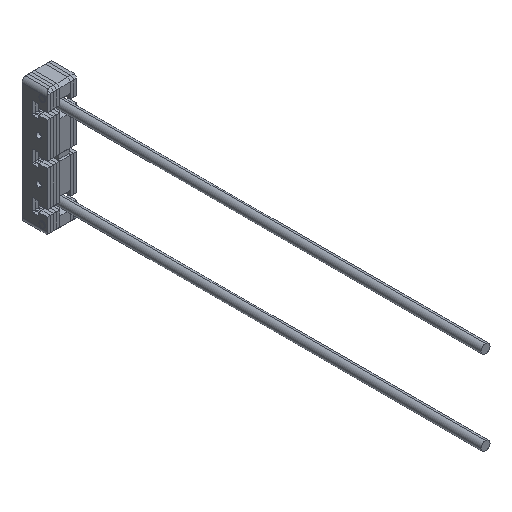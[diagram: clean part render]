
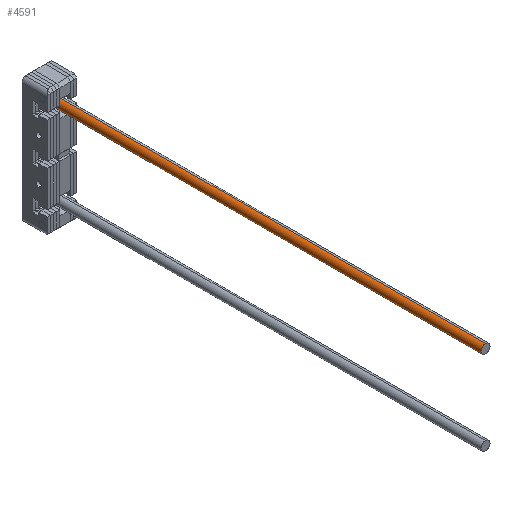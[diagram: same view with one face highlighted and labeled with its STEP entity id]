
A CAD part, isometric view. The second image highlights one B-rep face of the part: STEP entity #4591.
In plain terms, the highlighted cylindrical face has radius 2.145 mm (diameter 4.29 mm), a partial arc.
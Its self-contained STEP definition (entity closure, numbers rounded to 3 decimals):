
#138 = DIRECTION ( 'NONE',  ( 0., 0., -1. ) ) ;
#321 = DIRECTION ( 'NONE',  ( 0., 0., 1. ) ) ;
#734 = CARTESIAN_POINT ( 'NONE',  ( 0., -3., 2.145 ) ) ;
#821 = VECTOR ( 'NONE', #3680, 1000. ) ;
#884 = EDGE_LOOP ( 'NONE', ( #3253, #6462, #4805, #6646 ) ) ;
#940 = EDGE_CURVE ( 'NONE', #3491, #4597, #6915, .T. ) ;
#1033 = CYLINDRICAL_SURFACE ( 'NONE', #3470, 2.145 ) ;
#1492 = CARTESIAN_POINT ( 'NONE',  ( 0., -3., 0. ) ) ;
#1674 = CARTESIAN_POINT ( 'NONE',  ( 0., -207., -2.145 ) ) ;
#2650 = EDGE_CURVE ( 'NONE', #7623, #6239, #4036, .T. ) ;
#2753 = FACE_OUTER_BOUND ( 'NONE', #884, .T. ) ;
#2791 = DIRECTION ( 'NONE',  ( 0., 1., 0. ) ) ;
#3253 = ORIENTED_EDGE ( 'NONE', *, *, #6235, .F. ) ;
#3470 = AXIS2_PLACEMENT_3D ( 'NONE', #5768, #2791, #321 ) ;
#3474 = DIRECTION ( 'NONE',  ( 0., -1., 0. ) ) ;
#3482 = VECTOR ( 'NONE', #7659, 1000. ) ;
#3491 = VERTEX_POINT ( 'NONE', #4369 ) ;
#3680 = DIRECTION ( 'NONE',  ( 0., 1., 0. ) ) ;
#3972 = CARTESIAN_POINT ( 'NONE',  ( 0., -207., 2.145 ) ) ;
#4036 = CIRCLE ( 'NONE', #6683, 2.145 ) ;
#4369 = CARTESIAN_POINT ( 'NONE',  ( 0., -207., 2.145 ) ) ;
#4591 = ADVANCED_FACE ( 'NONE', ( #2753 ), #1033, .T. ) ;
#4597 = VERTEX_POINT ( 'NONE', #1674 ) ;
#4805 = ORIENTED_EDGE ( 'NONE', *, *, #7049, .T. ) ;
#4908 = CARTESIAN_POINT ( 'NONE',  ( 0., -207., -2.145 ) ) ;
#5662 = AXIS2_PLACEMENT_3D ( 'NONE', #6454, #3474, #6366 ) ;
#5768 = CARTESIAN_POINT ( 'NONE',  ( 0., -207., 0. ) ) ;
#6235 = EDGE_CURVE ( 'NONE', #4597, #6239, #6603, .T. ) ;
#6239 = VERTEX_POINT ( 'NONE', #7316 ) ;
#6366 = DIRECTION ( 'NONE',  ( 0., 0., -1. ) ) ;
#6454 = CARTESIAN_POINT ( 'NONE',  ( 0., -207., 0. ) ) ;
#6462 = ORIENTED_EDGE ( 'NONE', *, *, #940, .F. ) ;
#6603 = LINE ( 'NONE', #4908, #821 ) ;
#6646 = ORIENTED_EDGE ( 'NONE', *, *, #2650, .T. ) ;
#6683 = AXIS2_PLACEMENT_3D ( 'NONE', #1492, #6800, #138 ) ;
#6800 = DIRECTION ( 'NONE',  ( 0., -1., 0. ) ) ;
#6915 = CIRCLE ( 'NONE', #5662, 2.145 ) ;
#7049 = EDGE_CURVE ( 'NONE', #3491, #7623, #7065, .T. ) ;
#7065 = LINE ( 'NONE', #3972, #3482 ) ;
#7316 = CARTESIAN_POINT ( 'NONE',  ( 0., -3., -2.145 ) ) ;
#7623 = VERTEX_POINT ( 'NONE', #734 ) ;
#7659 = DIRECTION ( 'NONE',  ( 0., 1., 0. ) ) ;
